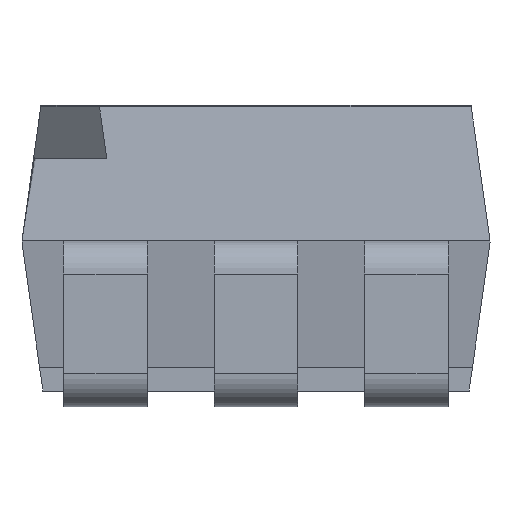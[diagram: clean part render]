
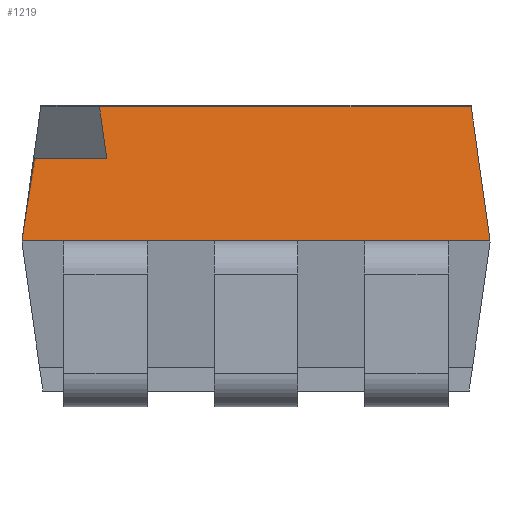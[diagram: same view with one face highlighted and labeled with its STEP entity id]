
A CAD part, left-side view. The second image highlights one B-rep face of the part: STEP entity #1219.
In plain terms, the highlighted planar face has unit normal (-0.99, 0, 0.139).
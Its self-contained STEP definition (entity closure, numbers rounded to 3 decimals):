
#141 = VERTEX_POINT ( 'NONE', #1545 ) ;
#162 = LINE ( 'NONE', #729, #1824 ) ;
#172 = DIRECTION ( 'NONE',  ( 0.138, 0.138, 0.981 ) ) ;
#193 = VERTEX_POINT ( 'NONE', #226 ) ;
#226 = CARTESIAN_POINT ( 'NONE',  ( -1.5, -1.4, 1. ) ) ;
#240 = EDGE_CURVE ( 'NONE', #4041, #193, #3466, .T. ) ;
#394 = DIRECTION ( 'NONE',  ( 0., 1., 0. ) ) ;
#417 = EDGE_CURVE ( 'NONE', #1121, #3490, #3729, .T. ) ;
#422 = ORIENTED_EDGE ( 'NONE', *, *, #499, .F. ) ;
#499 = EDGE_CURVE ( 'NONE', #3490, #193, #4189, .T. ) ;
#682 = ORIENTED_EDGE ( 'NONE', *, *, #1498, .T. ) ;
#700 = VECTOR ( 'NONE', #2400, 1000. ) ;
#729 = CARTESIAN_POINT ( 'NONE',  ( -1.431, 0., 1.49 ) ) ;
#730 = CARTESIAN_POINT ( 'NONE',  ( -1.5, 1.4, 1. ) ) ;
#791 = EDGE_LOOP ( 'NONE', ( #682, #912, #3560, #3272, #4058, #422, #3661 ) ) ;
#797 = LINE ( 'NONE', #730, #700 ) ;
#847 = CARTESIAN_POINT ( 'NONE',  ( -1.388, 0.936, 1.8 ) ) ;
#901 = VECTOR ( 'NONE', #1011, 1000. ) ;
#912 = ORIENTED_EDGE ( 'NONE', *, *, #3343, .T. ) ;
#948 = CARTESIAN_POINT ( 'NONE',  ( -1.388, -1.288, 1.8 ) ) ;
#1011 = DIRECTION ( 'NONE',  ( 0., -1., 0. ) ) ;
#1121 = VERTEX_POINT ( 'NONE', #847 ) ;
#1202 = VECTOR ( 'NONE', #2245, 1000. ) ;
#1219 = ADVANCED_FACE ( 'NONE', ( #3828 ), #3582, .T. ) ;
#1264 = DIRECTION ( 'NONE',  ( -0.99, 0., 0.139 ) ) ;
#1292 = DIRECTION ( 'NONE',  ( -0.138, -0.138, -0.981 ) ) ;
#1345 = CARTESIAN_POINT ( 'NONE',  ( -1.5, 0., 1. ) ) ;
#1498 = EDGE_CURVE ( 'NONE', #1121, #141, #2095, .T. ) ;
#1545 = CARTESIAN_POINT ( 'NONE',  ( -1.431, 0.892, 1.49 ) ) ;
#1572 = CARTESIAN_POINT ( 'NONE',  ( -1.388, 0., 1.8 ) ) ;
#1776 = CARTESIAN_POINT ( 'NONE',  ( -1.431, 1.317, 1.49 ) ) ;
#1824 = VECTOR ( 'NONE', #394, 1000. ) ;
#1891 = CARTESIAN_POINT ( 'NONE',  ( -1.425, 1.325, 1.5 ) ) ;
#2095 = LINE ( 'NONE', #4242, #1202 ) ;
#2179 = CARTESIAN_POINT ( 'NONE',  ( -1.431, 1.317, 1.49 ) ) ;
#2245 = DIRECTION ( 'NONE',  ( -0.138, -0.138, -0.981 ) ) ;
#2249 = EDGE_CURVE ( 'NONE', #3474, #2358, #3314, .T. ) ;
#2358 = VERTEX_POINT ( 'NONE', #1891 ) ;
#2400 = DIRECTION ( 'NONE',  ( 0.138, -0.138, 0.981 ) ) ;
#2511 = VECTOR ( 'NONE', #172, 1000. ) ;
#2789 = CARTESIAN_POINT ( 'NONE',  ( -1.388, -1.288, 1.8 ) ) ;
#2825 = VECTOR ( 'NONE', #2901, 1000. ) ;
#2901 = DIRECTION ( 'NONE',  ( 0., -1., 0. ) ) ;
#3205 = EDGE_CURVE ( 'NONE', #4041, #2358, #797, .T. ) ;
#3272 = ORIENTED_EDGE ( 'NONE', *, *, #3205, .F. ) ;
#3273 = CARTESIAN_POINT ( 'NONE',  ( -1.444, 0., 1.4 ) ) ;
#3314 = LINE ( 'NONE', #2179, #2511 ) ;
#3318 = VECTOR ( 'NONE', #1292, 1000. ) ;
#3343 = EDGE_CURVE ( 'NONE', #141, #3474, #162, .T. ) ;
#3466 = LINE ( 'NONE', #1345, #901 ) ;
#3474 = VERTEX_POINT ( 'NONE', #1776 ) ;
#3490 = VERTEX_POINT ( 'NONE', #2789 ) ;
#3560 = ORIENTED_EDGE ( 'NONE', *, *, #2249, .T. ) ;
#3582 = PLANE ( 'NONE',  #4154 ) ;
#3597 = DIRECTION ( 'NONE',  ( 0.139, 0., 0.99 ) ) ;
#3637 = CARTESIAN_POINT ( 'NONE',  ( -1.5, 1.4, 1. ) ) ;
#3661 = ORIENTED_EDGE ( 'NONE', *, *, #417, .F. ) ;
#3729 = LINE ( 'NONE', #1572, #2825 ) ;
#3828 = FACE_OUTER_BOUND ( 'NONE', #791, .T. ) ;
#4041 = VERTEX_POINT ( 'NONE', #3637 ) ;
#4058 = ORIENTED_EDGE ( 'NONE', *, *, #240, .T. ) ;
#4154 = AXIS2_PLACEMENT_3D ( 'NONE', #3273, #1264, #3597 ) ;
#4189 = LINE ( 'NONE', #948, #3318 ) ;
#4242 = CARTESIAN_POINT ( 'NONE',  ( -1.388, 0.936, 1.8 ) ) ;
